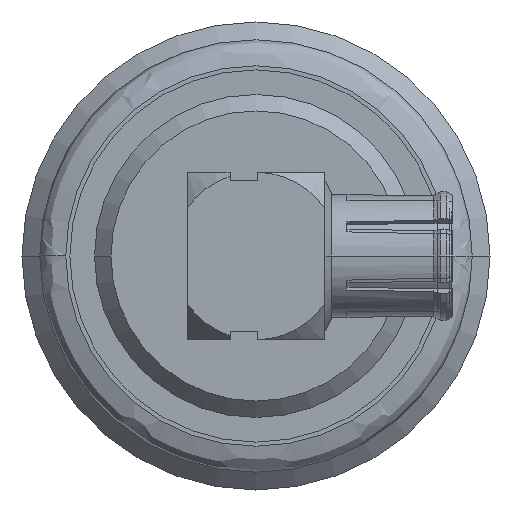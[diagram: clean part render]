
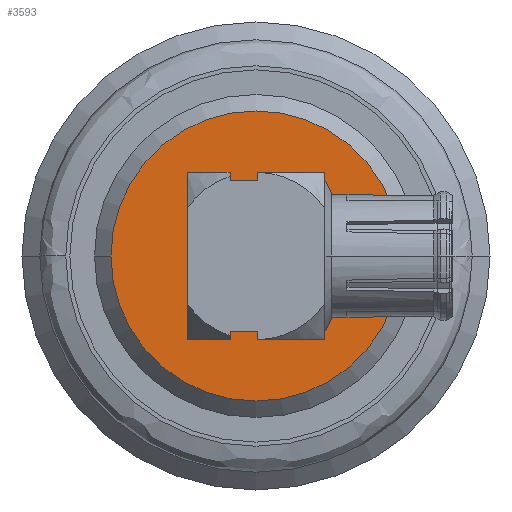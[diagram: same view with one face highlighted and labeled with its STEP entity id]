
A CAD part, left-side view. The second image highlights one B-rep face of the part: STEP entity #3593.
In plain terms, the highlighted face is planar.
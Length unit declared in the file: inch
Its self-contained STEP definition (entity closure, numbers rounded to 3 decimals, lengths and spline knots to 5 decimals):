
#10 = CARTESIAN_POINT ( 'NONE',  ( 0.95378, -0.28473, -0.30029 ) ) ;
#86 = ORIENTED_EDGE ( 'NONE', *, *, #11807, .T. ) ;
#124 = DIRECTION ( 'NONE',  ( 1., 0., 0. ) ) ;
#351 = VERTEX_POINT ( 'NONE', #8625 ) ;
#413 = EDGE_LOOP ( 'NONE', ( #7490, #86 ) ) ;
#567 = EDGE_CURVE ( 'NONE', #10138, #3538, #10152, .T. ) ;
#688 = AXIS2_PLACEMENT_3D ( 'NONE', #10, #3846, #5872 ) ;
#813 = VERTEX_POINT ( 'NONE', #2972 ) ;
#1585 = DIRECTION ( 'NONE',  ( 0., 0., 1. ) ) ;
#1894 = FACE_OUTER_BOUND ( 'NONE', #413, .T. ) ;
#1976 = ORIENTED_EDGE ( 'NONE', *, *, #7899, .F. ) ;
#2115 = CIRCLE ( 'NONE', #4944, 0.17667 ) ;
#2714 = CARTESIAN_POINT ( 'NONE',  ( 0.95378, 0., -0.17667 ) ) ;
#2972 = CARTESIAN_POINT ( 'NONE',  ( 0.95378, 0., -0.053 ) ) ;
#2983 = CARTESIAN_POINT ( 'NONE',  ( 0.95378, 0., 0. ) ) ;
#3138 = DIRECTION ( 'NONE',  ( 0., 0., 1. ) ) ;
#3538 = VERTEX_POINT ( 'NONE', #2714 ) ;
#3593 = ADVANCED_FACE ( 'NONE', ( #9700, #1894 ), #8638, .F. ) ;
#3846 = DIRECTION ( 'NONE',  ( -1., 0., 0. ) ) ;
#4083 = CIRCLE ( 'NONE', #9309, 0.053 ) ;
#4944 = AXIS2_PLACEMENT_3D ( 'NONE', #7391, #9213, #1585 ) ;
#5065 = CARTESIAN_POINT ( 'NONE',  ( 0.95378, 0., 0.17667 ) ) ;
#5221 = CARTESIAN_POINT ( 'NONE',  ( 0.95378, 0., 0. ) ) ;
#5872 = DIRECTION ( 'NONE',  ( 0., 0., 1. ) ) ;
#6046 = CARTESIAN_POINT ( 'NONE',  ( 0.95378, 0., 0. ) ) ;
#6074 = DIRECTION ( 'NONE',  ( 1., 0., 0. ) ) ;
#6503 = EDGE_CURVE ( 'NONE', #351, #813, #4083, .T. ) ;
#6505 = ORIENTED_EDGE ( 'NONE', *, *, #6503, .F. ) ;
#6767 = AXIS2_PLACEMENT_3D ( 'NONE', #5221, #9813, #3138 ) ;
#7146 = CIRCLE ( 'NONE', #10345, 0.053 ) ;
#7391 = CARTESIAN_POINT ( 'NONE',  ( 0.95378, 0., 0. ) ) ;
#7490 = ORIENTED_EDGE ( 'NONE', *, *, #567, .T. ) ;
#7844 = DIRECTION ( 'NONE',  ( 0., 0., 1. ) ) ;
#7899 = EDGE_CURVE ( 'NONE', #813, #351, #7146, .T. ) ;
#7929 = DIRECTION ( 'NONE',  ( 0., 0., 1. ) ) ;
#8625 = CARTESIAN_POINT ( 'NONE',  ( 0.95378, 0., 0.053 ) ) ;
#8638 = PLANE ( 'NONE',  #688 ) ;
#9213 = DIRECTION ( 'NONE',  ( 1., 0., 0. ) ) ;
#9309 = AXIS2_PLACEMENT_3D ( 'NONE', #6046, #124, #7929 ) ;
#9700 = FACE_BOUND ( 'NONE', #11167, .T. ) ;
#9813 = DIRECTION ( 'NONE',  ( 1., 0., 0. ) ) ;
#10138 = VERTEX_POINT ( 'NONE', #5065 ) ;
#10152 = CIRCLE ( 'NONE', #6767, 0.17667 ) ;
#10345 = AXIS2_PLACEMENT_3D ( 'NONE', #2983, #6074, #7844 ) ;
#11167 = EDGE_LOOP ( 'NONE', ( #6505, #1976 ) ) ;
#11807 = EDGE_CURVE ( 'NONE', #3538, #10138, #2115, .T. ) ;
